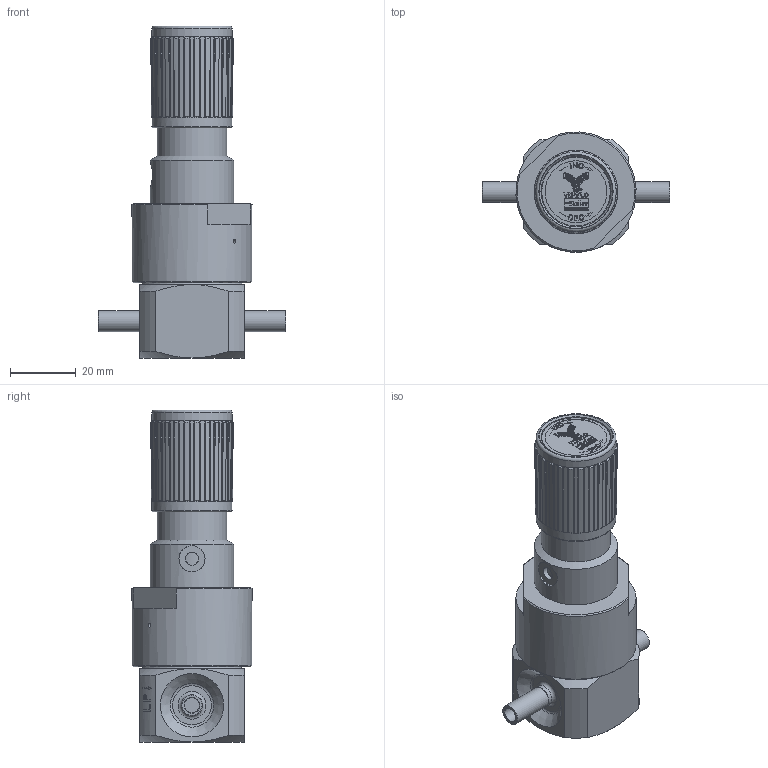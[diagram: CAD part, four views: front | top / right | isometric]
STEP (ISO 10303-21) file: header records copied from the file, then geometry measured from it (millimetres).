
FILE_DESCRIPTION(/* description */ (''),/* implementation_level */ '2;1');
FILE_NAME(/* name */ 'SQ2MICRO602PTS.stp',/* time_stamp */ '2018-03-27T16:54:39+05:00',/* author */ ('PV00476129'),/* organization */ (''),/* preprocessor_version */ 'ST-DEVELOPER v16.5',/* originating_system */ 'Autodesk Inventor 2017',/* authorisation */ '');
FILE_SCHEMA (('AUTOMOTIVE_DESIGN { 1 0 10303 214 3 1 1 }'));
Length unit declared in the file: inch
Products named in the file (1): SQ2MICRO602PTS
Bounding box: 56.9 x 36.52 x 100.99 mm (x, y, z)
Volume: 70061.3 mm3; surface area: 14037.4 mm2
Topology: 1 solids, 1 shells, 1129 faces, 3027 edges, 1995 vertices
Faces by surface type: plane 784, cylinder 195, cone 123, bspline 19, torus 8
Full cylindrical faces by diameter (mm): 0.681 x1, 0.737 x1, 1.194 x2, 3.962 x5, 4.572 x2, 6.35 x2, 6.401 x2, 7.925 x1, 20.828 x1, 21.082 x1, 21.336 x1, 24.384 x2, 25.4 x1, 36.576 x1
Entity records: 36476 total; most frequent: CARTESIAN_POINT 7881, ORIENTED_EDGE 5926, DIRECTION 5617, EDGE_CURVE 2963, LINE 2267, VECTOR 2267, VERTEX_POINT 1979, AXIS2_PLACEMENT_3D 1675
